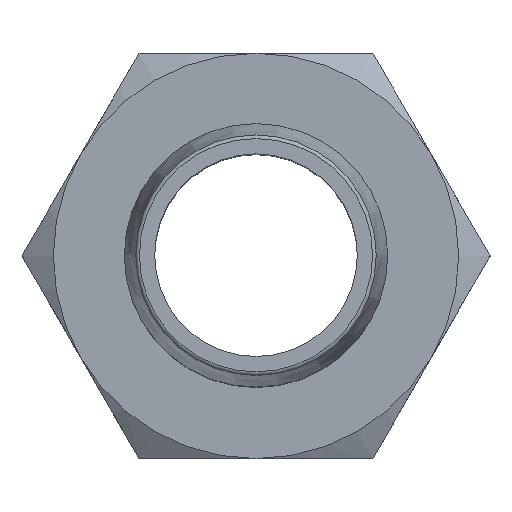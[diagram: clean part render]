
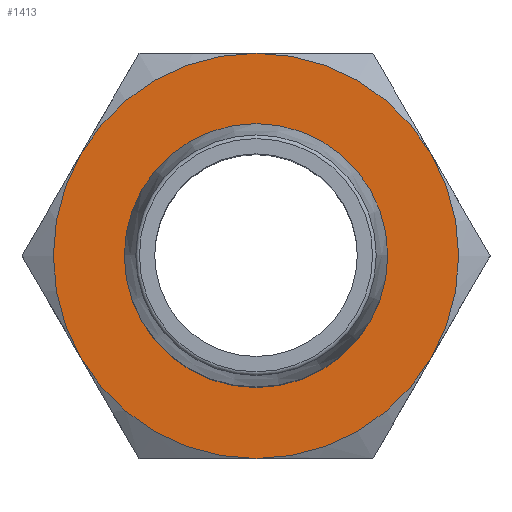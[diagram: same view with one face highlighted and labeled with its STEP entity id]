
A CAD part, top view. The second image highlights one B-rep face of the part: STEP entity #1413.
In plain terms, the highlighted face is planar.
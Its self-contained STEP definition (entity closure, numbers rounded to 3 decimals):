
#668=PLANE('',#1327);
#763=ORIENTED_EDGE('',*,*,#937,.F.);
#764=ORIENTED_EDGE('',*,*,#938,.F.);
#765=ORIENTED_EDGE('',*,*,#939,.F.);
#766=ORIENTED_EDGE('',*,*,#940,.F.);
#767=ORIENTED_EDGE('',*,*,#936,.F.);
#768=ORIENTED_EDGE('',*,*,#941,.F.);
#769=ORIENTED_EDGE('',*,*,#942,.F.);
#830=CIRCLE('',#1326,11.);
#831=CIRCLE('',#1328,11.);
#832=CIRCLE('',#1329,11.);
#833=CIRCLE('',#1330,11.);
#834=CIRCLE('',#1331,11.);
#835=CIRCLE('',#1332,11.);
#836=CIRCLE('',#1333,7.15);
#865=VERTEX_POINT('',#1467);
#869=VERTEX_POINT('',#1477);
#872=VERTEX_POINT('',#1487);
#875=VERTEX_POINT('',#1497);
#878=VERTEX_POINT('',#1507);
#879=VERTEX_POINT('',#1513);
#880=VERTEX_POINT('',#1524);
#936=EDGE_CURVE('',#865,#879,#830,.T.);
#937=EDGE_CURVE('',#872,#869,#831,.T.);
#938=EDGE_CURVE('',#875,#872,#832,.T.);
#939=EDGE_CURVE('',#878,#875,#833,.T.);
#940=EDGE_CURVE('',#879,#878,#834,.T.);
#941=EDGE_CURVE('',#869,#865,#835,.T.);
#942=EDGE_CURVE('',#880,#880,#836,.T.);
#976=EDGE_LOOP('',(#763,#764,#765,#766,#767,#768));
#977=EDGE_LOOP('',(#769));
#1036=FACE_BOUND('',#976,.T.);
#1037=FACE_BOUND('',#977,.T.);
#1177=DIRECTION('',(0.,-1.,0.));
#1178=DIRECTION('',(0.,0.,11.));
#1179=DIRECTION('',(0.,1.,0.));
#1180=DIRECTION('',(1.,0.,0.));
#1181=DIRECTION('',(0.,-1.,0.));
#1182=DIRECTION('',(0.,0.,11.));
#1183=DIRECTION('',(0.,-1.,0.));
#1184=DIRECTION('',(0.,0.,11.));
#1185=DIRECTION('',(0.,-1.,0.));
#1186=DIRECTION('',(0.,0.,11.));
#1187=DIRECTION('',(0.,-1.,0.));
#1188=DIRECTION('',(0.,0.,11.));
#1189=DIRECTION('',(0.,-1.,0.));
#1190=DIRECTION('',(0.,0.,11.));
#1191=DIRECTION('',(0.,1.,0.));
#1192=DIRECTION('',(7.15,0.,0.));
#1326=AXIS2_PLACEMENT_3D('',#1517,#1177,#1178);
#1327=AXIS2_PLACEMENT_3D('',#1518,#1179,#1180);
#1328=AXIS2_PLACEMENT_3D('',#1519,#1181,#1182);
#1329=AXIS2_PLACEMENT_3D('',#1520,#1183,#1184);
#1330=AXIS2_PLACEMENT_3D('',#1521,#1185,#1186);
#1331=AXIS2_PLACEMENT_3D('',#1522,#1187,#1188);
#1332=AXIS2_PLACEMENT_3D('',#1523,#1189,#1190);
#1333=AXIS2_PLACEMENT_3D('',#1525,#1191,#1192);
#1413=ADVANCED_FACE('',(#1036,#1037),#668,.T.);
#1467=CARTESIAN_POINT('',(-6.378,25.069,5.5));
#1477=CARTESIAN_POINT('',(3.148,25.069,11.));
#1487=CARTESIAN_POINT('',(12.674,25.069,5.5));
#1497=CARTESIAN_POINT('',(12.674,25.069,-5.5));
#1507=CARTESIAN_POINT('',(3.148,25.069,-11.));
#1513=CARTESIAN_POINT('',(-6.378,25.069,-5.5));
#1517=CARTESIAN_POINT('',(3.148,25.069,0.));
#1518=CARTESIAN_POINT('',(14.148,25.069,0.));
#1519=CARTESIAN_POINT('',(3.148,25.069,0.));
#1520=CARTESIAN_POINT('',(3.148,25.069,0.));
#1521=CARTESIAN_POINT('',(3.148,25.069,0.));
#1522=CARTESIAN_POINT('',(3.148,25.069,0.));
#1523=CARTESIAN_POINT('',(3.148,25.069,0.));
#1524=CARTESIAN_POINT('',(10.298,25.069,0.));
#1525=CARTESIAN_POINT('',(3.148,25.069,0.));
